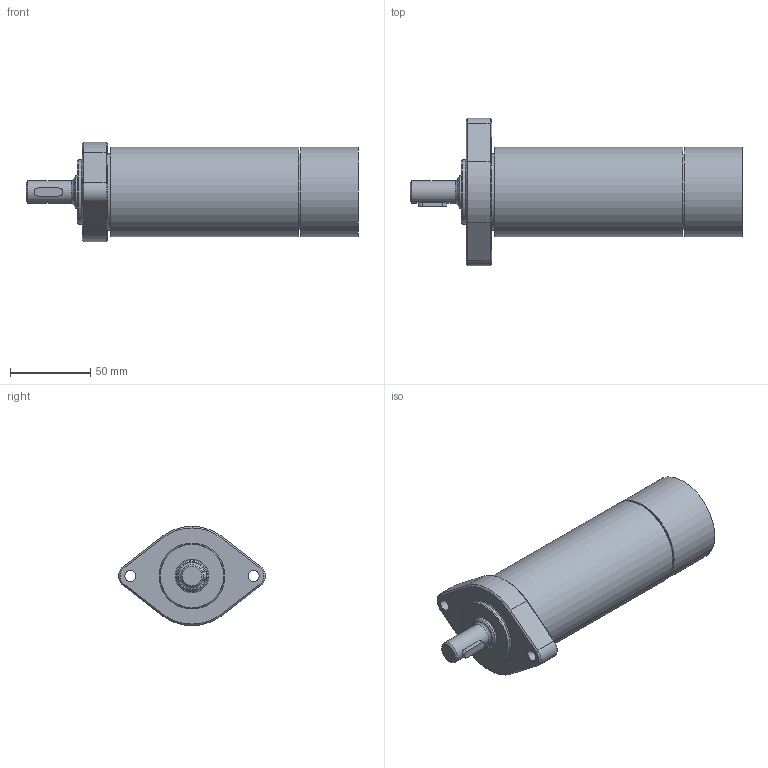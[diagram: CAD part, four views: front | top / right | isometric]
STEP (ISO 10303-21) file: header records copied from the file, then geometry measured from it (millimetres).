
FILE_DESCRIPTION((''),'2;1');
FILE_NAME('MRD 55-500_29906345.stp','2009-06-16T15:48:16',('rmorof'),(''),'Autodesk Inventor 2008','Autodesk Inventor 2008','');
FILE_SCHEMA(('CONFIG_CONTROL_DESIGN'));
Length unit declared in the file: millimetre
Products named in the file (1): MRD 55-500_29906345
Bounding box: 207.4 x 91.95 x 62 mm (x, y, z)
Volume: 447053.1 mm3; surface area: 44833.6 mm2
Topology: 1 solids, 2 shells, 73 faces, 152 edges, 97 vertices
Faces by surface type: plane 38, cone 14, cylinder 13, bspline 8
Full cylindrical faces by diameter (mm): 14 x1, 20 x1, 40 x1, 48 x2, 56 x2
Entity records: 2102 total; most frequent: CARTESIAN_POINT 552, DIRECTION 300, ORIENTED_EDGE 244, EDGE_CURVE 122, AXIS2_PLACEMENT_3D 120, EDGE_LOOP 112, VERTEX_POINT 88, FACE_OUTER_BOUND 73
